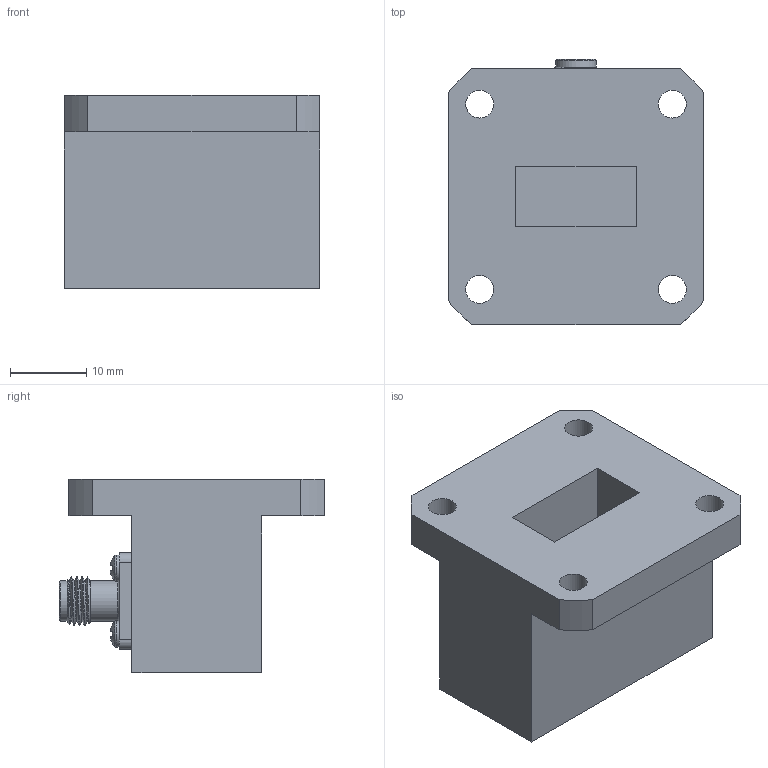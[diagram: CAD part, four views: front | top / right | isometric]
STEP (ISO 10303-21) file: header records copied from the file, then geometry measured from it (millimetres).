
FILE_DESCRIPTION (( 'STEP AP203' ), '1' );
FILE_NAME ('PEWCA1023_3D.step', '2021-01-29T20:59:08', ( '' ), ( '' ), 'SwSTEP 2.0', 'SolidWorks 2018', '' );
FILE_SCHEMA (( 'CONFIG_CONTROL_DESIGN' ));
Length unit declared in the file: inch
Products named in the file (1): PEWCA1023_3D
Bounding box: 33.53 x 34.8 x 25.41 mm (x, y, z)
Volume: 14280.2 mm3; surface area: 6735.8 mm2
Topology: 1 solids, 6 shells, 191 faces, 488 edges, 327 vertices
Faces by surface type: plane 109, cylinder 37, bspline 23, cone 21, torus 1
Full cylindrical faces by diameter (mm): 1.016 x1, 1.27 x2, 2.578 x4, 3.454 x4, 3.658 x4, 4.521 x1, 5.08 x1, 5.334 x2
Entity records: 12028 total; most frequent: CARTESIAN_POINT 7784, ORIENTED_EDGE 898, DIRECTION 734, EDGE_CURVE 449, VERTEX_POINT 315, AXIS2_PLACEMENT_3D 275, EDGE_LOOP 254, FACE_OUTER_BOUND 215
